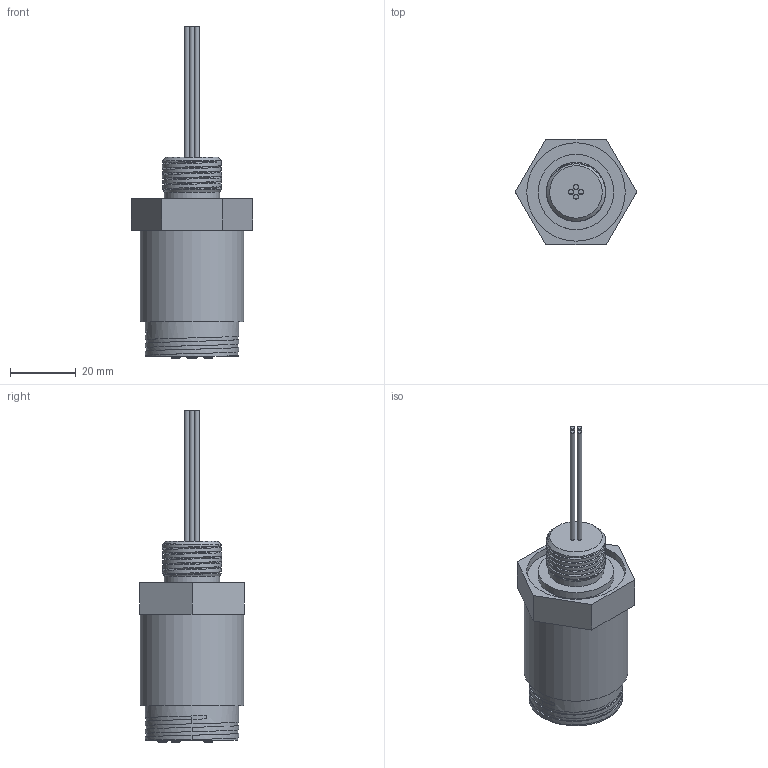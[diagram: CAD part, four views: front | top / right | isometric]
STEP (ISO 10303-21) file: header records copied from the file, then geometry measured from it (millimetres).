
FILE_DESCRIPTION(/* description */ (''),/* implementation_level */ '2;1');
FILE_NAME(/* name */ 'BCR2004M.stp',/* time_stamp */ '2014-11-20T13:13:09+01:00',/* author */ ('sh'),/* organization */ (''),/* preprocessor_version */ 'ST-DEVELOPER v15.2',/* originating_system */ 'Autodesk Inventor 2014',/* authorisation */ '');
FILE_SCHEMA (('AUTOMOTIVE_DESIGN { 1 0 10303 214 3 1 1 }'));
Length unit declared in the file: millimetre
Products named in the file (1): BCR2004M
Bounding box: 36.95 x 32 x 101.2 mm (x, y, z)
Volume: 26172.3 mm3; surface area: 14420.4 mm2
Topology: 2 solids, 2 shells, 147 faces, 348 edges, 225 vertices
Faces by surface type: plane 70, bspline 38, cylinder 25, cone 14
Full cylindrical faces by diameter (mm): 1.5 x4, 2.8 x4, 3.2 x1, 4.8 x4, 16.845 x1, 23 x2, 25 x1, 28.6 x3, 30 x1, 31.6 x1
Entity records: 5820 total; most frequent: CARTESIAN_POINT 2755, ORIENTED_EDGE 606, DIRECTION 484, EDGE_CURVE 303, VERTEX_POINT 216, EDGE_LOOP 193, LINE 174, VECTOR 174
